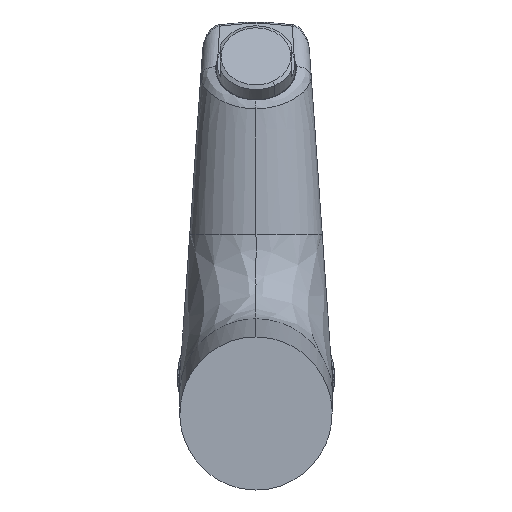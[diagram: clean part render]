
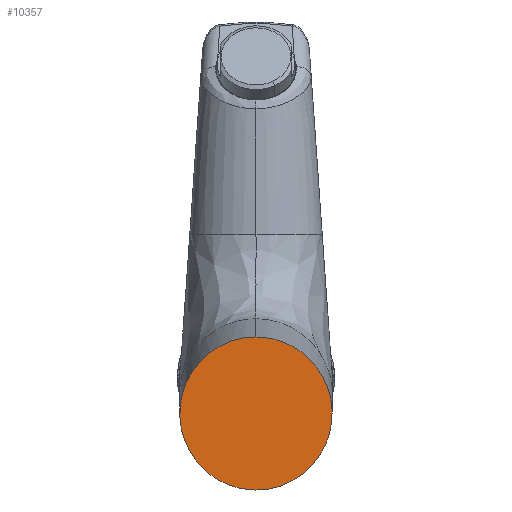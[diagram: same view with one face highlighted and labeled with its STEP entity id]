
A CAD part, front view. The second image highlights one B-rep face of the part: STEP entity #10357.
In plain terms, the highlighted planar face has unit normal (0, -1, 0).
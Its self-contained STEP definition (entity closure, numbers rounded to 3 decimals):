
#578 = DIRECTION ( 'NONE',  ( 0., 0., 1. ) ) ;
#1263 = CARTESIAN_POINT ( 'NONE',  ( 47.015, 0., -23.605 ) ) ;
#1697 =( BOUNDED_CURVE ( )  B_SPLINE_CURVE ( 3, ( #8891, #1263, #10004, #3455 ),
 .UNSPECIFIED., .F., .T. ) 
 B_SPLINE_CURVE_WITH_KNOTS ( ( 4, 4 ),
 ( 0., 3.142 ),
 .UNSPECIFIED. ) 
 CURVE ( )  GEOMETRIC_REPRESENTATION_ITEM ( )  RATIONAL_B_SPLINE_CURVE ( ( 1., 0.333, 0.333, 1. ) ) 
 REPRESENTATION_ITEM ( '' )  );
#1721 = ORIENTED_EDGE ( 'NONE', *, *, #13294, .T. ) ;
#2234 = CARTESIAN_POINT ( 'NONE',  ( 0., 0., 23.59 ) ) ;
#3455 = CARTESIAN_POINT ( 'NONE',  ( 0., 0., 23.59 ) ) ;
#3961 = CARTESIAN_POINT ( 'NONE',  ( 0., 0., 23.59 ) ) ;
#4216 = CARTESIAN_POINT ( 'NONE',  ( -47.015, 0., -23.605 ) ) ;
#4693 =( BOUNDED_CURVE ( )  B_SPLINE_CURVE ( 3, ( #3961, #5064, #4216, #11824 ),
 .UNSPECIFIED., .F., .T. ) 
 B_SPLINE_CURVE_WITH_KNOTS ( ( 4, 4 ),
 ( 3.142, 6.283 ),
 .UNSPECIFIED. ) 
 CURVE ( )  GEOMETRIC_REPRESENTATION_ITEM ( )  RATIONAL_B_SPLINE_CURVE ( ( 1., 0.333, 0.333, 1. ) ) 
 REPRESENTATION_ITEM ( '' )  );
#5064 = CARTESIAN_POINT ( 'NONE',  ( -47.015, 0., 23.59 ) ) ;
#6013 = CARTESIAN_POINT ( 'NONE',  ( 0., 0., 12.5 ) ) ;
#6441 = VERTEX_POINT ( 'NONE', #2234 ) ;
#7117 = DIRECTION ( 'NONE',  ( 0., 1., 0. ) ) ;
#7756 = FACE_OUTER_BOUND ( 'NONE', #9869, .T. ) ;
#7824 = AXIS2_PLACEMENT_3D ( 'NONE', #6013, #7117, #578 ) ;
#8311 = CARTESIAN_POINT ( 'NONE',  ( 0., 0., -23.605 ) ) ;
#8670 = ORIENTED_EDGE ( 'NONE', *, *, #13846, .T. ) ;
#8891 = CARTESIAN_POINT ( 'NONE',  ( 0., 0., -23.605 ) ) ;
#9869 = EDGE_LOOP ( 'NONE', ( #1721, #8670 ) ) ;
#10004 = CARTESIAN_POINT ( 'NONE',  ( 47.015, 0., 23.59 ) ) ;
#10357 = ADVANCED_FACE ( 'NONE', ( #7756 ), #12418, .F. ) ;
#11275 = VERTEX_POINT ( 'NONE', #8311 ) ;
#11824 = CARTESIAN_POINT ( 'NONE',  ( 0., 0., -23.605 ) ) ;
#12418 = PLANE ( 'NONE',  #7824 ) ;
#13294 = EDGE_CURVE ( 'NONE', #11275, #6441, #1697, .T. ) ;
#13846 = EDGE_CURVE ( 'NONE', #6441, #11275, #4693, .T. ) ;
